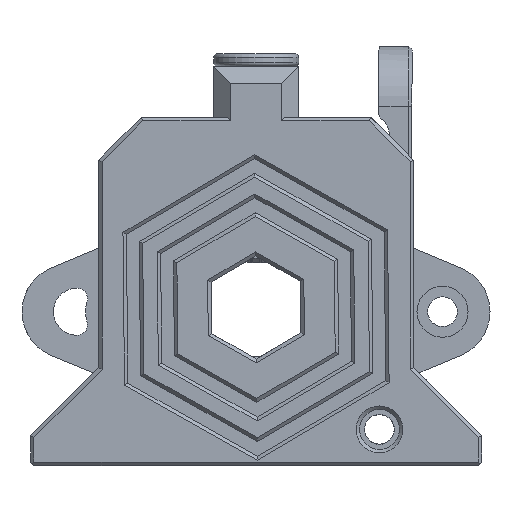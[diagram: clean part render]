
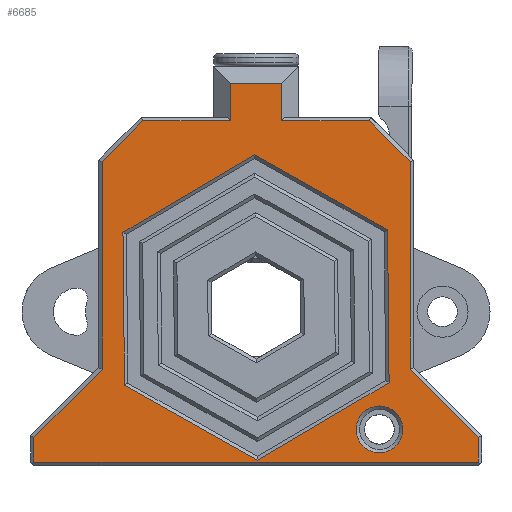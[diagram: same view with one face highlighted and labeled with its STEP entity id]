
A CAD part, left-side view. The second image highlights one B-rep face of the part: STEP entity #6685.
In plain terms, the highlighted planar face has unit normal (-1, 0, 0).
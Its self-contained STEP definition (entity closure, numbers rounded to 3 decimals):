
#264=FACE_BOUND('',#1043,.T.);
#265=FACE_BOUND('',#1044,.T.);
#358=CIRCLE('',#7174,2.75);
#650=FACE_OUTER_BOUND('',#1042,.T.);
#1042=EDGE_LOOP('',(#4904,#4905,#4906,#4907,#4908,#4909,#4910,#4911,#4912,
#4913,#4914,#4915,#4916,#4917));
#1043=EDGE_LOOP('',(#4918));
#1044=EDGE_LOOP('',(#4919,#4920,#4921,#4922,#4923,#4924));
#1578=LINE('',#10575,#2259);
#1582=LINE('',#10583,#2263);
#1585=LINE('',#10589,#2266);
#1590=LINE('',#10600,#2271);
#1592=LINE('',#10603,#2273);
#1595=LINE('',#10607,#2276);
#1603=LINE('',#10625,#2284);
#1604=LINE('',#10627,#2285);
#1605=LINE('',#10629,#2286);
#1606=LINE('',#10631,#2287);
#1607=LINE('',#10633,#2288);
#1608=LINE('',#10635,#2289);
#1609=LINE('',#10637,#2290);
#1610=LINE('',#10639,#2291);
#1611=LINE('',#10641,#2292);
#1612=LINE('',#10643,#2293);
#1613=LINE('',#10645,#2294);
#1614=LINE('',#10647,#2295);
#1615=LINE('',#10649,#2296);
#1616=LINE('',#10650,#2297);
#2259=VECTOR('',#8149,10.);
#2263=VECTOR('',#8155,10.);
#2266=VECTOR('',#8160,10.);
#2271=VECTOR('',#8167,10.);
#2273=VECTOR('',#8171,10.);
#2276=VECTOR('',#8176,10.);
#2284=VECTOR('',#8192,10.);
#2285=VECTOR('',#8193,10.);
#2286=VECTOR('',#8194,10.);
#2287=VECTOR('',#8195,10.);
#2288=VECTOR('',#8196,10.);
#2289=VECTOR('',#8197,10.);
#2290=VECTOR('',#8198,10.);
#2291=VECTOR('',#8199,10.);
#2292=VECTOR('',#8200,10.);
#2293=VECTOR('',#8201,10.);
#2294=VECTOR('',#8202,10.);
#2295=VECTOR('',#8203,10.);
#2296=VECTOR('',#8204,10.);
#2297=VECTOR('',#8205,10.);
#2904=VERTEX_POINT('',#10573);
#2905=VERTEX_POINT('',#10574);
#2908=VERTEX_POINT('',#10582);
#2910=VERTEX_POINT('',#10588);
#2914=VERTEX_POINT('',#10597);
#2915=VERTEX_POINT('',#10599);
#2920=VERTEX_POINT('',#10623);
#2921=VERTEX_POINT('',#10624);
#2922=VERTEX_POINT('',#10626);
#2923=VERTEX_POINT('',#10628);
#2924=VERTEX_POINT('',#10630);
#2925=VERTEX_POINT('',#10632);
#2926=VERTEX_POINT('',#10634);
#2927=VERTEX_POINT('',#10636);
#2928=VERTEX_POINT('',#10638);
#2929=VERTEX_POINT('',#10640);
#2930=VERTEX_POINT('',#10642);
#2931=VERTEX_POINT('',#10644);
#2932=VERTEX_POINT('',#10646);
#2933=VERTEX_POINT('',#10648);
#2934=VERTEX_POINT('',#10651);
#3628=EDGE_CURVE('',#2904,#2905,#1578,.T.);
#3632=EDGE_CURVE('',#2905,#2908,#1582,.T.);
#3635=EDGE_CURVE('',#2908,#2910,#1585,.T.);
#3640=EDGE_CURVE('',#2914,#2915,#1590,.T.);
#3642=EDGE_CURVE('',#2910,#2914,#1592,.T.);
#3645=EDGE_CURVE('',#2915,#2904,#1595,.T.);
#3653=EDGE_CURVE('',#2920,#2921,#1603,.T.);
#3654=EDGE_CURVE('',#2922,#2920,#1604,.T.);
#3655=EDGE_CURVE('',#2923,#2922,#1605,.T.);
#3656=EDGE_CURVE('',#2924,#2923,#1606,.T.);
#3657=EDGE_CURVE('',#2925,#2924,#1607,.T.);
#3658=EDGE_CURVE('',#2926,#2925,#1608,.T.);
#3659=EDGE_CURVE('',#2927,#2926,#1609,.T.);
#3660=EDGE_CURVE('',#2928,#2927,#1610,.T.);
#3661=EDGE_CURVE('',#2929,#2928,#1611,.T.);
#3662=EDGE_CURVE('',#2930,#2929,#1612,.T.);
#3663=EDGE_CURVE('',#2931,#2930,#1613,.T.);
#3664=EDGE_CURVE('',#2932,#2931,#1614,.T.);
#3665=EDGE_CURVE('',#2933,#2932,#1615,.T.);
#3666=EDGE_CURVE('',#2921,#2933,#1616,.T.);
#3667=EDGE_CURVE('',#2934,#2934,#358,.T.);
#4904=ORIENTED_EDGE('',*,*,#3653,.F.);
#4905=ORIENTED_EDGE('',*,*,#3654,.F.);
#4906=ORIENTED_EDGE('',*,*,#3655,.F.);
#4907=ORIENTED_EDGE('',*,*,#3656,.F.);
#4908=ORIENTED_EDGE('',*,*,#3657,.F.);
#4909=ORIENTED_EDGE('',*,*,#3658,.F.);
#4910=ORIENTED_EDGE('',*,*,#3659,.F.);
#4911=ORIENTED_EDGE('',*,*,#3660,.F.);
#4912=ORIENTED_EDGE('',*,*,#3661,.F.);
#4913=ORIENTED_EDGE('',*,*,#3662,.F.);
#4914=ORIENTED_EDGE('',*,*,#3663,.F.);
#4915=ORIENTED_EDGE('',*,*,#3664,.F.);
#4916=ORIENTED_EDGE('',*,*,#3665,.F.);
#4917=ORIENTED_EDGE('',*,*,#3666,.F.);
#4918=ORIENTED_EDGE('',*,*,#3667,.F.);
#4919=ORIENTED_EDGE('',*,*,#3640,.F.);
#4920=ORIENTED_EDGE('',*,*,#3642,.F.);
#4921=ORIENTED_EDGE('',*,*,#3635,.F.);
#4922=ORIENTED_EDGE('',*,*,#3632,.F.);
#4923=ORIENTED_EDGE('',*,*,#3628,.F.);
#4924=ORIENTED_EDGE('',*,*,#3645,.F.);
#6409=PLANE('',#7173);
#6685=ADVANCED_FACE('',(#650,#264,#265),#6409,.T.);
#7173=AXIS2_PLACEMENT_3D('',#10622,#8190,#8191);
#7174=AXIS2_PLACEMENT_3D('',#10652,#8206,#8207);
#8149=DIRECTION('',(0.,-0.861,0.508));
#8155=DIRECTION('',(0.,0.01,1.));
#8160=DIRECTION('',(0.,0.871,0.491));
#8167=DIRECTION('',(0.,-0.01,-1.));
#8171=DIRECTION('',(0.,0.861,-0.508));
#8176=DIRECTION('',(0.,-0.871,-0.491));
#8190=DIRECTION('center_axis',(-1.,0.,0.));
#8191=DIRECTION('ref_axis',(0.,-1.,0.));
#8192=DIRECTION('',(0.,1.,0.));
#8193=DIRECTION('',(0.,0.,-1.));
#8194=DIRECTION('',(0.,-0.707,-0.707));
#8195=DIRECTION('',(0.,0.,-1.));
#8196=DIRECTION('',(0.,-0.707,-0.707));
#8197=DIRECTION('',(0.,-1.,0.));
#8198=DIRECTION('',(0.,0.,-1.));
#8199=DIRECTION('',(0.,-1.,0.));
#8200=DIRECTION('',(0.,0.,1.));
#8201=DIRECTION('',(0.,-1.,0.));
#8202=DIRECTION('',(0.,-0.707,0.707));
#8203=DIRECTION('',(0.,0.,1.));
#8204=DIRECTION('',(0.,-0.707,0.707));
#8205=DIRECTION('',(0.,0.,1.));
#8206=DIRECTION('center_axis',(-1.,0.,0.));
#8207=DIRECTION('ref_axis',(0.,-1.,0.));
#10573=CARTESIAN_POINT('',(-62.112,19.909,3.331));
#10574=CARTESIAN_POINT('',(-62.112,4.448,12.461));
#10575=CARTESIAN_POINT('',(-62.112,6.969,10.973));
#10582=CARTESIAN_POINT('',(-62.112,4.624,30.416));
#10583=CARTESIAN_POINT('',(-62.112,4.611,29.105));
#10588=CARTESIAN_POINT('',(-62.112,20.262,39.241));
#10589=CARTESIAN_POINT('',(-62.112,17.66,37.772));
#10597=CARTESIAN_POINT('',(-62.112,35.723,30.11));
#10599=CARTESIAN_POINT('',(-62.112,35.546,12.156));
#10600=CARTESIAN_POINT('',(-62.112,35.624,20.053));
#10603=CARTESIAN_POINT('',(-62.112,30.315,33.304));
#10607=CARTESIAN_POINT('',(-62.112,25.327,6.389));
#10622=CARTESIAN_POINT('Origin',(-62.112,20.081,27.872));
#10623=CARTESIAN_POINT('',(-62.112,-6.019,3.11));
#10624=CARTESIAN_POINT('',(-62.112,46.181,3.11));
#10625=CARTESIAN_POINT('',(-62.112,6.831,3.11));
#10626=CARTESIAN_POINT('',(-62.112,-6.019,6.045));
#10627=CARTESIAN_POINT('',(-62.112,-6.019,13.741));
#10628=CARTESIAN_POINT('',(-62.112,1.981,14.044));
#10629=CARTESIAN_POINT('',(-62.112,8.654,20.718));
#10630=CARTESIAN_POINT('',(-62.112,1.981,38.444));
#10631=CARTESIAN_POINT('',(-62.112,1.981,18.541));
#10632=CARTESIAN_POINT('',(-62.112,6.747,43.21));
#10633=CARTESIAN_POINT('',(-62.112,5.054,41.518));
#10634=CARTESIAN_POINT('',(-62.112,17.081,43.21));
#10635=CARTESIAN_POINT('',(-62.112,25.691,43.21));
#10636=CARTESIAN_POINT('',(-62.112,17.081,47.61));
#10637=CARTESIAN_POINT('',(-62.112,17.081,35.741));
#10638=CARTESIAN_POINT('',(-62.112,23.081,47.61));
#10639=CARTESIAN_POINT('',(-62.112,20.081,47.61));
#10640=CARTESIAN_POINT('',(-62.112,23.081,43.21));
#10641=CARTESIAN_POINT('',(-62.112,23.081,33.905));
#10642=CARTESIAN_POINT('',(-62.112,33.415,43.21));
#10643=CARTESIAN_POINT('',(-62.112,25.691,43.21));
#10644=CARTESIAN_POINT('',(-62.112,38.181,38.444));
#10645=CARTESIAN_POINT('',(-62.112,35.108,41.518));
#10646=CARTESIAN_POINT('',(-62.112,38.181,14.044));
#10647=CARTESIAN_POINT('',(-62.112,38.181,14.241));
#10648=CARTESIAN_POINT('',(-62.112,46.181,6.044));
#10649=CARTESIAN_POINT('',(-62.112,31.508,20.718));
#10650=CARTESIAN_POINT('',(-62.112,46.181,13.741));
#10651=CARTESIAN_POINT('',(-62.112,8.331,6.96));
#10652=CARTESIAN_POINT('Origin',(-62.112,5.581,6.96));
